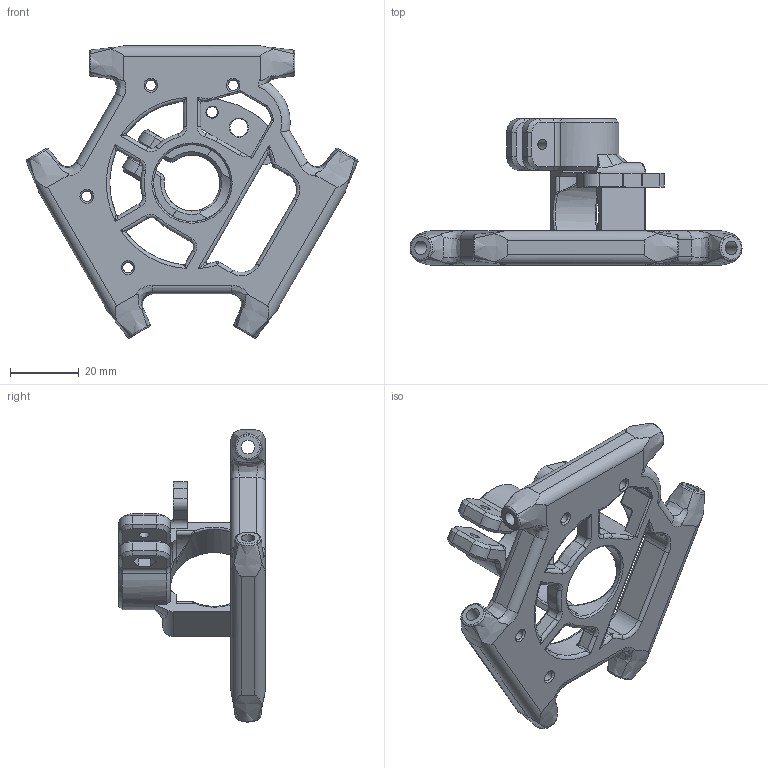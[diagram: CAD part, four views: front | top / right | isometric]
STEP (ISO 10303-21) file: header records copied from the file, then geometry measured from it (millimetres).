
FILE_DESCRIPTION(/* description */ (''),/* implementation_level */ '2;1');
FILE_NAME(/* name */ 'Effector_FDM.step',/* time_stamp */ '2021-04-18T23:16:49+02:00',/* author */ (''),/* organization */ (''),/* preprocessor_version */ 'ST-DEVELOPER v18.1',/* originating_system */ 'Autodesk Translation Framework v10.6.0.1341',/* authorisation */ '');
FILE_SCHEMA (('AUTOMOTIVE_DESIGN { 1 0 10303 214 3 1 1 }'));
Length unit declared in the file: millimetre
Products named in the file (1): Effector_FDM
Bounding box: 96.85 x 42.7 x 85.19 mm (x, y, z)
Volume: 37523.9 mm3; surface area: 20326.3 mm2
Topology: 1 solids, 1 shells, 445 faces, 1112 edges, 646 vertices
Faces by surface type: bspline 135, cylinder 130, plane 86, torus 48, cone 42, sphere 4
Full cylindrical faces by diameter (mm): 2.8 x2, 3 x6, 3.2 x2, 4 x3, 5.2 x1, 22.4 x1, 26 x1
Entity records: 18530 total; most frequent: CARTESIAN_POINT 8697, ORIENTED_EDGE 2186, DIRECTION 1811, EDGE_CURVE 1093, AXIS2_PLACEMENT_3D 699, VERTEX_POINT 646, EDGE_LOOP 479, FACE_OUTER_BOUND 445
